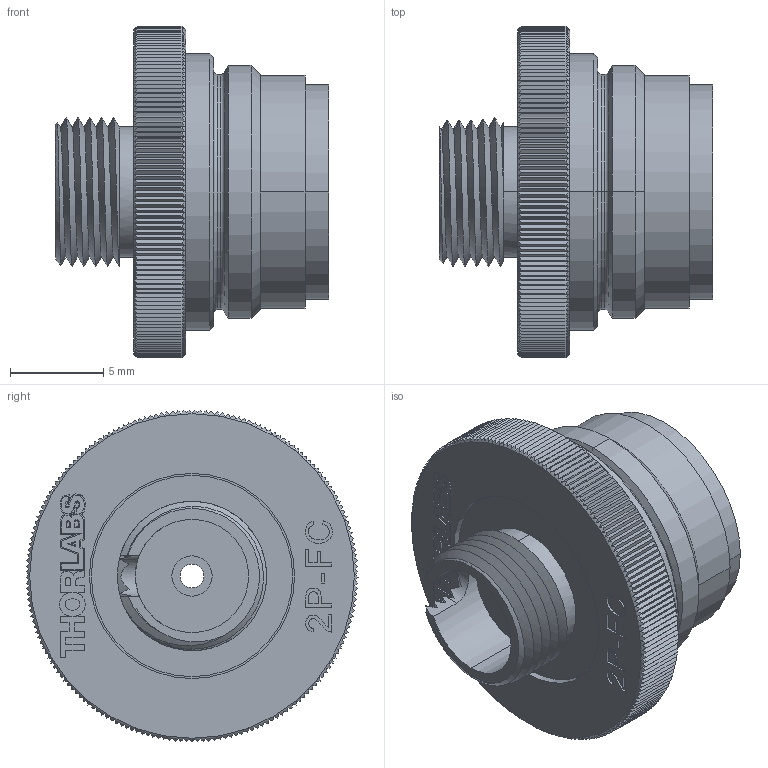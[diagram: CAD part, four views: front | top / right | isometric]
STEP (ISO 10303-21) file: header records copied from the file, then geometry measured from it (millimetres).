
FILE_DESCRIPTION (( 'STEP AP214' ), '1' );
FILE_NAME ('21.08.19_2P-FC_FC-Adapter w. Sphere Radius_WEB.STEP', '2021-08-19T10:34:03', ( '' ), ( '' ), 'SwSTEP 2.0', 'SolidWorks 2019', '' );
FILE_SCHEMA (( 'AUTOMOTIVE_DESIGN' ));
Length unit declared in the file: millimetre
Products named in the file (1): 21.08.19_2P-FC_FC-Adapter w. Sphere Radius_WEB
Bounding box: 14.67 x 17.8 x 17.8 mm (x, y, z)
Volume: 1655.2 mm3; surface area: 2105.8 mm2
Topology: 3 solids, 3 shells, 1266 faces, 3623 edges, 2392 vertices
Faces by surface type: plane 902, cylinder 248, bspline 71, cone 39, torus 4, sphere 2
Entity records: 65366 total; most frequent: CARTESIAN_POINT 19887, ORIENTED_EDGE 7246, DIRECTION 5617, EDGE_CURVE 3623, VERTEX_POINT 2392, VECTOR 2157, LINE 2157, AXIS2_PLACEMENT_3D 1730
